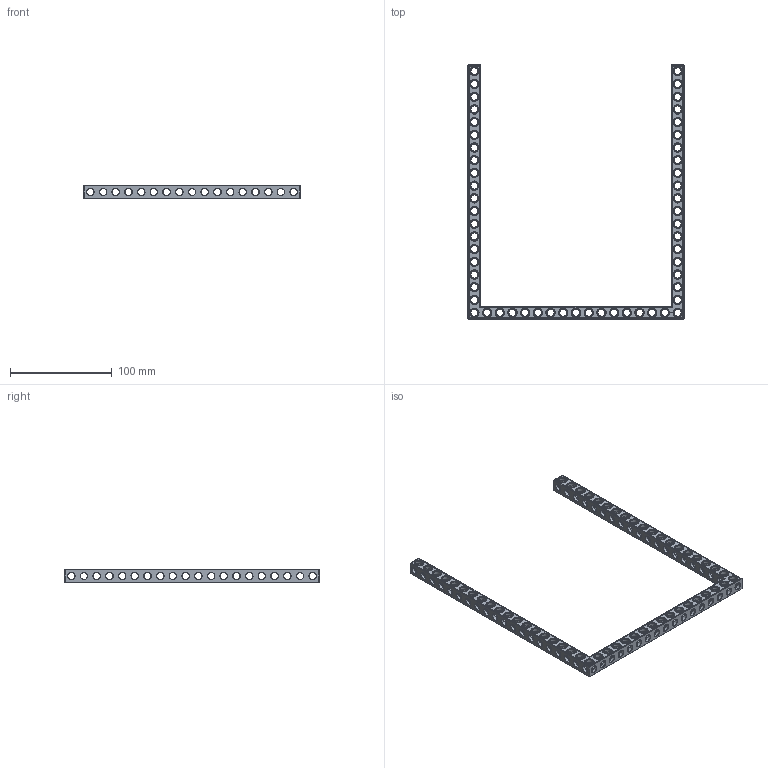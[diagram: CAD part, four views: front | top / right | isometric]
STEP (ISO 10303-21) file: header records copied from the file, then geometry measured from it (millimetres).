
FILE_DESCRIPTION(('FreeCAD Model'),'2;1');
FILE_NAME('Open CASCADE Shape Model','2022-03-06T17:50:33',('Author'),( ''),'Open CASCADE STEP processor 7.5','FreeCAD','Unknown');
FILE_SCHEMA(('AUTOMOTIVE_DESIGN { 1 0 10303 214 1 1 1 1 }'));
Products named in the file (1): Beam AGD ESS USH SYM BU17x20x01 - SPN-BEM-0593 (stemfie.org)
Bounding box: 212.5 x 250 x 12.5 mm (x, y, z)
Volume: 53745 mm3; surface area: 47893.7 mm2
Topology: 1 solids, 1 shells, 1175 faces, 3663 edges, 2358 vertices
Faces by surface type: plane 428, cylinder 331, cone 222, extrusion 194
Full cylindrical faces by diameter (mm): 6.98 x42, 7 x234, 9.2 x55
Entity records: 290308 total; most frequent: CARTESIAN_POINT 222701, DIRECTION 10831, ORIENTED_EDGE 7326, PCURVE 7326, DEFINITIONAL_REPRESENTATION 7326, VECTOR 6362, LINE 6168, EDGE_CURVE 3663
